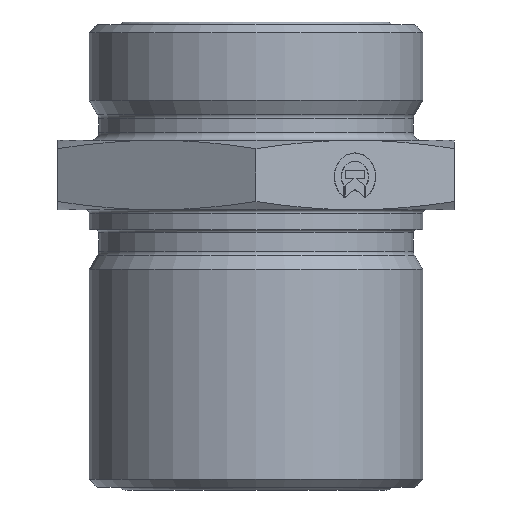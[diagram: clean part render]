
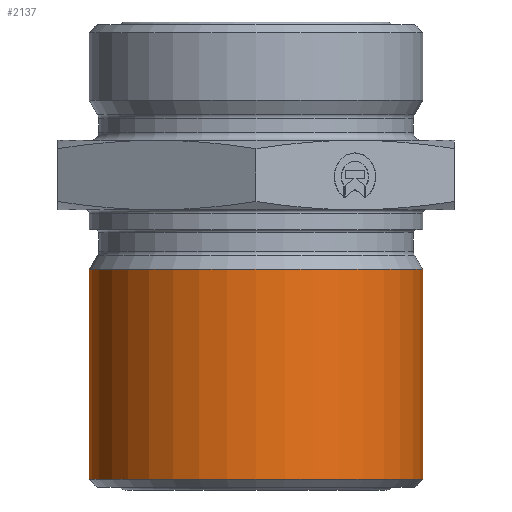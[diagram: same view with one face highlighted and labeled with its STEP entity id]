
A CAD part, front view. The second image highlights one B-rep face of the part: STEP entity #2137.
In plain terms, the highlighted cylindrical face has radius 25.235 mm (diameter 50.47 mm), a full revolution.
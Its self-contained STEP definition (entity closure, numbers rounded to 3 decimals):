
#2103=CARTESIAN_POINT('',(-25.235,0.,1.2));
#2104=VERTEX_POINT('',#2103);
#2105=CARTESIAN_POINT('',(0.,0.,1.2));
#2106=DIRECTION('',(0.0,0.0,-1.0));
#2107=DIRECTION('',(1.0,0.0,0.0));
#2108=AXIS2_PLACEMENT_3D('',#2105,#2106,#2107);
#2109=CIRCLE('',#2108,25.235);
#2110=EDGE_CURVE('',#2104,#2104,#2109,.T.);
#2118=CARTESIAN_POINT('',(0.,0.,0.0));
#2119=DIRECTION('',(0.0,0.0,1.0));
#2120=DIRECTION('',(1.0,0.0,0.0));
#2121=AXIS2_PLACEMENT_3D('',#2118,#2119,#2120);
#2122=CYLINDRICAL_SURFACE('',#2121,25.235);
#2123=CARTESIAN_POINT('',(0.,25.235,32.958));
#2124=VERTEX_POINT('',#2123);
#2125=CARTESIAN_POINT('',(0.,0.,32.958));
#2126=DIRECTION('',(0.0,0.0,-1.0));
#2127=DIRECTION('',(1.0,0.0,0.0));
#2128=AXIS2_PLACEMENT_3D('',#2125,#2126,#2127);
#2129=CIRCLE('',#2128,25.235);
#2130=EDGE_CURVE('',#2124,#2124,#2129,.T.);
#2131=ORIENTED_EDGE('',*,*,#2130,.T.);
#2132=EDGE_LOOP('',(#2131));
#2133=FACE_OUTER_BOUND('',#2132,.T.);
#2134=ORIENTED_EDGE('',*,*,#2110,.F.);
#2135=EDGE_LOOP('',(#2134));
#2136=FACE_BOUND('',#2135,.T.);
#2137=ADVANCED_FACE('',(#2133,#2136),#2122,.T.);
